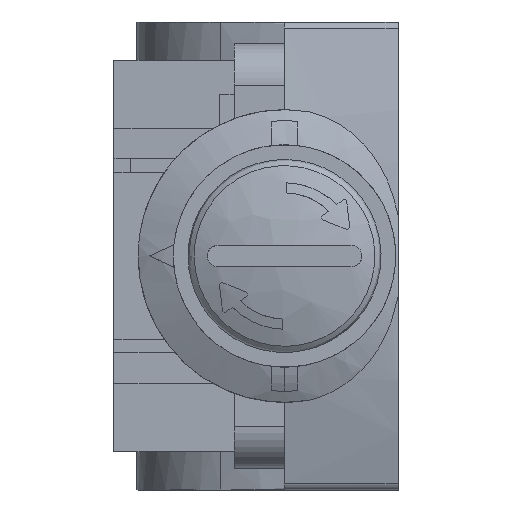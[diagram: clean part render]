
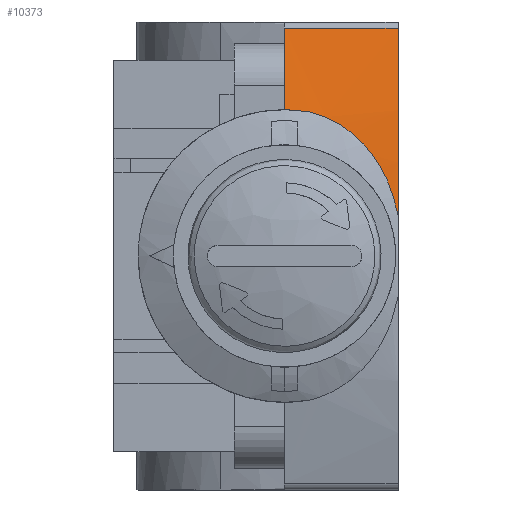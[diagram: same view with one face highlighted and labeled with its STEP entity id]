
A CAD part, left-side view. The second image highlights one B-rep face of the part: STEP entity #10373.
In plain terms, the highlighted free-form (B-spline) face has degree [2, 1] with [3, 2] control points.
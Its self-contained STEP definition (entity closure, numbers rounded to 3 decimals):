
#10300=CARTESIAN_POINT('F217',(-48.0,0.0,-28.0));
#10301=CARTESIAN_POINT('F217',(-56.167,0.0,0.)
   );
#10302=CARTESIAN_POINT('F217',(-48.0,0.0,28.0));
#10303=CARTESIAN_POINT('F217',(-48.0,13.6,-28.0));
#10304=CARTESIAN_POINT('F217',(-56.167,
   13.6,0.));
#10305=CARTESIAN_POINT('F217',(-48.0,13.6,28.0));
#10313=(BOUNDED_SURFACE()B_SPLINE_SURFACE(2,1,((#10300,#10303),(
   #10301,#10304),(#10302,#10305)),.CYLINDRICAL_SURF.,.F.,.F.,.U.)
   B_SPLINE_SURFACE_WITH_KNOTS((3,3),(2,2),(0.0,
   4.289),(0.0,1.0),.UNSPECIFIED.)
   GEOMETRIC_REPRESENTATION_ITEM()RATIONAL_B_SPLINE_SURFACE(((1.0,
   1.0),(0.96,0.96),(1.0,1.0)))
   REPRESENTATION_ITEM('F217')SURFACE());
#10314=CARTESIAN_POINT('V335',(-48.209,0.0,
   27.273));
#10315=VERTEX_POINT('V335',#10314);
#10316=CARTESIAN_POINT('V485',(-48.209,
   13.6,27.273));
#10317=VERTEX_POINT('V485',#10316);
#10318=CARTESIAN_POINT('E682',(-48.209,0.0,
   27.273));
#10319=CARTESIAN_POINT('E682',(-48.209,
   13.6,27.273));
#10320=B_SPLINE_CURVE_WITH_KNOTS('E682',1,(#10318,#10319),
   .POLYLINE_FORM.,.F.,.U.,(2,2),(2.0,12.505),
   .UNSPECIFIED.);
#10321=EDGE_CURVE('E682',#10315,#10317,#10320,.T.);
#10322=ORIENTED_EDGE('E682',*,*,#10321,.T.);
#10323=CARTESIAN_POINT('V486',(-50.454,
   13.6,17.515));
#10324=VERTEX_POINT('V486',#10323);
#10325=CARTESIAN_POINT('E683',(-50.454,
   13.6,17.515));
#10326=CARTESIAN_POINT('E683',(-49.576,
   13.6,22.45));
#10327=CARTESIAN_POINT('E683',(-48.209,
   13.6,27.273));
#10335=(BOUNDED_CURVE()B_SPLINE_CURVE(2,(#10325,#10326,#10327),
   .CIRCULAR_ARC.,.F.,.U.)B_SPLINE_CURVE_WITH_KNOTS((3,3),(
   3.47,4.231),.UNSPECIFIED.)CURVE()
   GEOMETRIC_REPRESENTATION_ITEM()RATIONAL_B_SPLINE_CURVE((
   0.988,0.992,0.999))
   REPRESENTATION_ITEM('E683'));
#10336=EDGE_CURVE('E683',#10324,#10317,#10335,.T.);
#10337=ORIENTED_EDGE('E683',*,*,#10336,.F.);
#10338=CARTESIAN_POINT('V123',(-50.499,
   10.599,17.259));
#10339=VERTEX_POINT('V123',#10338);
#10340=CARTESIAN_POINT('E684',(-50.454,
   13.6,17.515));
#10341=CARTESIAN_POINT('E684',(-50.454,
   12.594,17.516));
#10342=CARTESIAN_POINT('E684',(-50.469,
   11.59,17.43));
#10343=CARTESIAN_POINT('E684',(-50.499,
   10.599,17.259));
#10344=QUASI_UNIFORM_CURVE('E684',3,(#10340,#10341,#10342,#10343),
   .UNSPECIFIED.,.F.,.U.);
#10345=EDGE_CURVE('E684',#10324,#10339,#10344,.T.);
#10346=ORIENTED_EDGE('E684',*,*,#10345,.T.);
#10347=CARTESIAN_POINT('V122',(-51.883,0.,
   4.836));
#10348=VERTEX_POINT('V122',#10347);
#10349=CARTESIAN_POINT('E181',(-50.499,
   10.599,17.259));
#10350=CARTESIAN_POINT('E181',(-50.578,8.772,
   16.81));
#10351=CARTESIAN_POINT('E181',(-50.725,7.083,
   15.961));
#10352=CARTESIAN_POINT('E181',(-51.246,2.713,
   12.477));
#10353=CARTESIAN_POINT('E181',(-51.68,0.802,
   9.032));
#10354=CARTESIAN_POINT('E181',(-51.883,0.,
   4.836));
#10355=B_SPLINE_CURVE_WITH_KNOTS('E181',3,(#10349,#10350,#10351,
   #10352,#10353,#10354),.UNSPECIFIED.,.F.,.U.,(4,2,4),(0.0,
   0.335,1.0),.UNSPECIFIED.);
#10356=EDGE_CURVE('E181',#10339,#10348,#10355,.T.);
#10357=ORIENTED_EDGE('E181',*,*,#10356,.T.);
#10358=CARTESIAN_POINT('E472',(-48.209,0.,
   27.273));
#10359=CARTESIAN_POINT('E472',(-51.33,0.,
   16.265));
#10360=CARTESIAN_POINT('E472',(-51.883,0.,
   4.836));
#10368=(BOUNDED_CURVE()B_SPLINE_CURVE(2,(#10358,#10359,#10360),
   .CIRCULAR_ARC.,.F.,.U.)B_SPLINE_CURVE_WITH_KNOTS((3,3),(
   0.058,1.781),.UNSPECIFIED.)CURVE()
   GEOMETRIC_REPRESENTATION_ITEM()RATIONAL_B_SPLINE_CURVE((
   0.999,0.983,0.981))
   REPRESENTATION_ITEM('E472'));
#10369=EDGE_CURVE('E472',#10315,#10348,#10368,.T.);
#10370=ORIENTED_EDGE('E472',*,*,#10369,.F.);
#10371=EDGE_LOOP('F217',(#10322,#10337,#10346,#10357,#10370));
#10372=FACE_OUTER_BOUND('F217',#10371,.T.);
#10373=ADVANCED_FACE('F217',(#10372),#10313,.T.);
